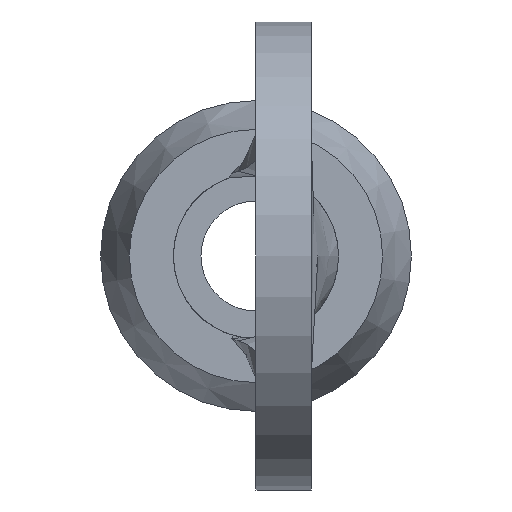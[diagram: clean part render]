
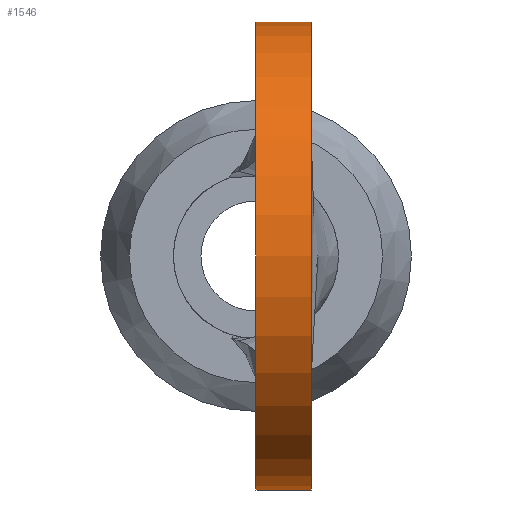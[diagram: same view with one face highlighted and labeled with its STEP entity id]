
A CAD part, left-side view. The second image highlights one B-rep face of the part: STEP entity #1546.
In plain terms, the highlighted cylindrical face has radius 4.25 mm (diameter 8.5 mm), a partial arc.
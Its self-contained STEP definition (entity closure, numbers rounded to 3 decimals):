
#32 = ORIENTED_EDGE ( 'NONE', *, *, #1046, .F. ) ;
#62 = AXIS2_PLACEMENT_3D ( 'NONE', #1414, #230, #591 ) ;
#68 = EDGE_CURVE ( 'NONE', #877, #603, #1084, .T. ) ;
#117 = CARTESIAN_POINT ( 'NONE',  ( 0., 0., 0. ) ) ;
#160 = CARTESIAN_POINT ( 'NONE',  ( 0., 0., -4.25 ) ) ;
#230 = DIRECTION ( 'NONE',  ( 0., 1., 0. ) ) ;
#262 = CARTESIAN_POINT ( 'NONE',  ( 0., 1., 4.25 ) ) ;
#292 = EDGE_CURVE ( 'NONE', #509, #603, #1446, .T. ) ;
#315 = VECTOR ( 'NONE', #741, 1000. ) ;
#341 = CARTESIAN_POINT ( 'NONE',  ( 0., 1., -4.25 ) ) ;
#433 = VECTOR ( 'NONE', #733, 1000. ) ;
#439 = DIRECTION ( 'NONE',  ( 0., 0., -1. ) ) ;
#509 = VERTEX_POINT ( 'NONE', #160 ) ;
#512 = EDGE_CURVE ( 'NONE', #1024, #509, #636, .T. ) ;
#591 = DIRECTION ( 'NONE',  ( 0., 0., 1. ) ) ;
#603 = VERTEX_POINT ( 'NONE', #1152 ) ;
#636 = LINE ( 'NONE', #1246, #315 ) ;
#733 = DIRECTION ( 'NONE',  ( 0., -1., 0. ) ) ;
#741 = DIRECTION ( 'NONE',  ( 0., -1., 0. ) ) ;
#780 = AXIS2_PLACEMENT_3D ( 'NONE', #117, #1310, #1089 ) ;
#847 = AXIS2_PLACEMENT_3D ( 'NONE', #1165, #927, #439 ) ;
#877 = VERTEX_POINT ( 'NONE', #908 ) ;
#883 = CIRCLE ( 'NONE', #62, 4.25 ) ;
#906 = ORIENTED_EDGE ( 'NONE', *, *, #512, .T. ) ;
#908 = CARTESIAN_POINT ( 'NONE',  ( 0., 1., 4.25 ) ) ;
#927 = DIRECTION ( 'NONE',  ( 0., -1., 0. ) ) ;
#943 = ORIENTED_EDGE ( 'NONE', *, *, #292, .T. ) ;
#1024 = VERTEX_POINT ( 'NONE', #341 ) ;
#1038 = CYLINDRICAL_SURFACE ( 'NONE', #847, 4.25 ) ;
#1046 = EDGE_CURVE ( 'NONE', #1024, #877, #883, .T. ) ;
#1084 = LINE ( 'NONE', #262, #433 ) ;
#1089 = DIRECTION ( 'NONE',  ( 0., 0., 1. ) ) ;
#1133 = ORIENTED_EDGE ( 'NONE', *, *, #68, .F. ) ;
#1152 = CARTESIAN_POINT ( 'NONE',  ( 0., 0., 4.25 ) ) ;
#1165 = CARTESIAN_POINT ( 'NONE',  ( 0., 1., 0. ) ) ;
#1246 = CARTESIAN_POINT ( 'NONE',  ( 0., 1., -4.25 ) ) ;
#1310 = DIRECTION ( 'NONE',  ( 0., 1., 0. ) ) ;
#1368 = EDGE_LOOP ( 'NONE', ( #1133, #32, #906, #943 ) ) ;
#1414 = CARTESIAN_POINT ( 'NONE',  ( 0., 1., 0. ) ) ;
#1446 = CIRCLE ( 'NONE', #780, 4.25 ) ;
#1517 = FACE_OUTER_BOUND ( 'NONE', #1368, .T. ) ;
#1546 = ADVANCED_FACE ( 'NONE', ( #1517 ), #1038, .T. ) ;
